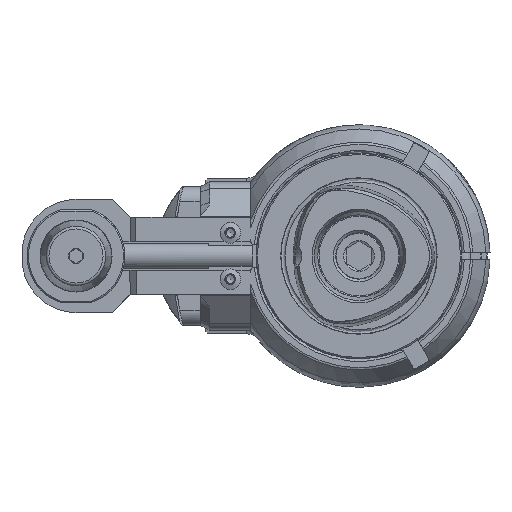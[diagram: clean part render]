
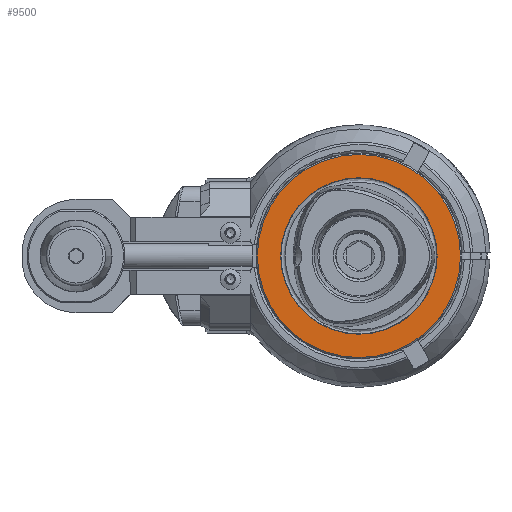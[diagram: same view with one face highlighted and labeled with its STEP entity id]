
A CAD part, left-side view. The second image highlights one B-rep face of the part: STEP entity #9500.
In plain terms, the highlighted planar face has unit normal (-1, 0, 0).
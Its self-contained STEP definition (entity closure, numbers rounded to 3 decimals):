
#1966=FACE_BOUND('',#2971,.T.);
#2339=FACE_OUTER_BOUND('',#2970,.T.);
#2970=EDGE_LOOP('',(#7871));
#2971=EDGE_LOOP('',(#7872));
#3582=CIRCLE('',#10501,39.5);
#3583=CIRCLE('',#10503,30.414);
#4370=VERTEX_POINT('',#17223);
#4371=VERTEX_POINT('',#17227);
#5605=EDGE_CURVE('',#4370,#4370,#3582,.T.);
#5606=EDGE_CURVE('',#4371,#4371,#3583,.T.);
#7871=ORIENTED_EDGE('',*,*,#5605,.T.);
#7872=ORIENTED_EDGE('',*,*,#5606,.T.);
#9036=PLANE('',#10502);
#9500=ADVANCED_FACE('',(#2339,#1966),#9036,.T.);
#10501=AXIS2_PLACEMENT_3D('',#17225,#12785,#12786);
#10502=AXIS2_PLACEMENT_3D('',#17226,#12787,#12788);
#10503=AXIS2_PLACEMENT_3D('',#17228,#12789,#12790);
#12785=DIRECTION('center_axis',(-1.,0.,0.));
#12786=DIRECTION('ref_axis',(0.,-1.,0.));
#12787=DIRECTION('center_axis',(-1.,0.,0.));
#12788=DIRECTION('ref_axis',(0.,1.,0.));
#12789=DIRECTION('center_axis',(1.,0.,0.));
#12790=DIRECTION('ref_axis',(0.,1.,0.));
#17223=CARTESIAN_POINT('',(-204.,39.5,0.));
#17225=CARTESIAN_POINT('Origin',(-204.,0.,0.));
#17226=CARTESIAN_POINT('Origin',(-204.,0.,0.));
#17227=CARTESIAN_POINT('',(-204.,-30.414,0.));
#17228=CARTESIAN_POINT('Origin',(-204.,0.,0.));
